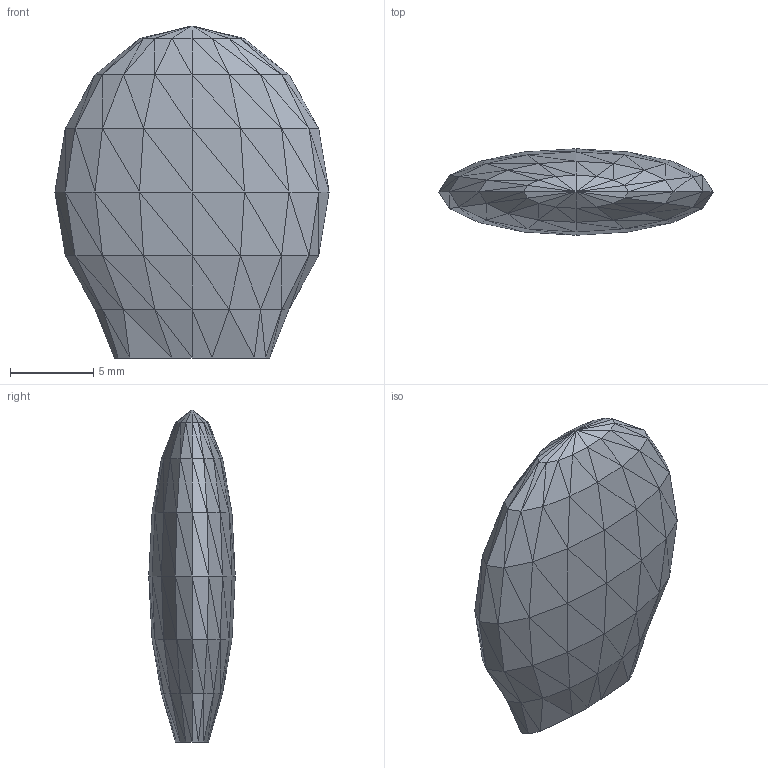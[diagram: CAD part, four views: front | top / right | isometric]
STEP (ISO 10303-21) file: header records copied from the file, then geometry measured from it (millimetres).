
FILE_DESCRIPTION(('STEP AP214'),'1');
FILE_NAME('FUSE_MOV-14D431_BRN','2024-12-30T07:49:44',(''),(''),'','','');
FILE_SCHEMA(('AUTOMOTIVE_DESIGN'));
Length unit declared in the file: millimetre
Products named in the file (1): product
Bounding box: 16.51 x 5.21 x 19.99 mm (x, y, z)
Volume: 865.7 mm3; surface area: 609.5 mm2
Topology: 1 solids, 1 shells, 224 faces, 336 edges, 114 vertices
Faces by surface type: plane 224
Entity records: 4436 total; most frequent: DIRECTION 786, ORIENTED_EDGE 672, CARTESIAN_POINT 339, EDGE_CURVE 336, LINE 336, VECTOR 336, AXIS2_PLACEMENT_3D 225, STYLED_ITEM 224
